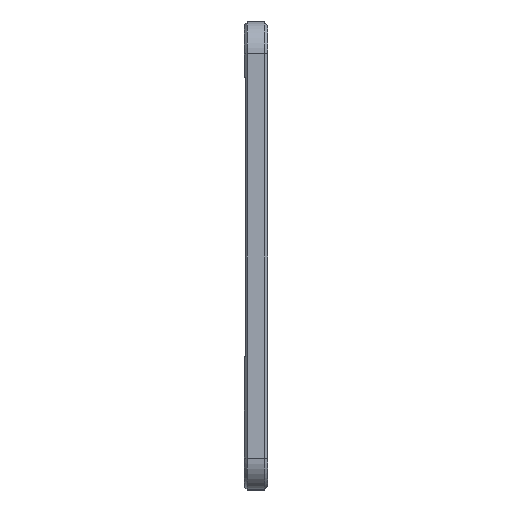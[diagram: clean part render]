
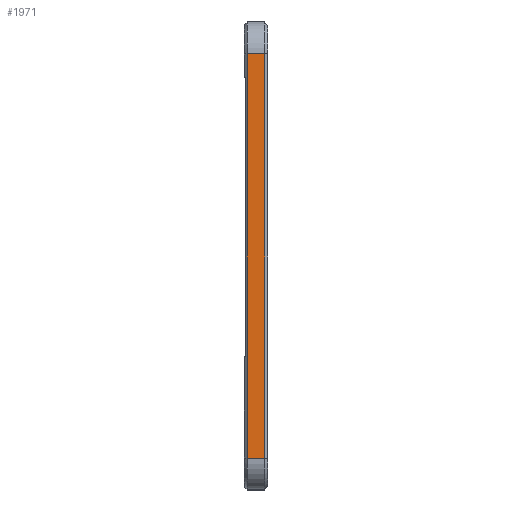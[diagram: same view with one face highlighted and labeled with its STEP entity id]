
A CAD part, left-side view. The second image highlights one B-rep face of the part: STEP entity #1971.
In plain terms, the highlighted planar face has unit normal (-1, 0, 0).
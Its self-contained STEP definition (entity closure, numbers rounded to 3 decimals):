
#44 = ORIENTED_EDGE ( 'NONE', *, *, #834, .T. ) ;
#71 = ORIENTED_EDGE ( 'NONE', *, *, #2663, .T. ) ;
#157 = DIRECTION ( 'NONE',  ( 0., 1., 0. ) ) ;
#174 = CARTESIAN_POINT ( 'NONE',  ( -112.5, 3., -21.375 ) ) ;
#265 = PLANE ( 'NONE',  #2687 ) ;
#382 = VERTEX_POINT ( 'NONE', #2004 ) ;
#420 = CARTESIAN_POINT ( 'NONE',  ( -112.5, 3., 29.375 ) ) ;
#423 = VERTEX_POINT ( 'NONE', #2707 ) ;
#471 = CARTESIAN_POINT ( 'NONE',  ( -112.5, 3., 0. ) ) ;
#488 = VECTOR ( 'NONE', #157, 1000. ) ;
#657 = LINE ( 'NONE', #420, #488 ) ;
#674 = VERTEX_POINT ( 'NONE', #2186 ) ;
#753 = DIRECTION ( 'NONE',  ( -1., 0., 0. ) ) ;
#834 = EDGE_CURVE ( 'NONE', #382, #423, #2500, .T. ) ;
#1162 = VECTOR ( 'NONE', #2597, 1000. ) ;
#1579 = VECTOR ( 'NONE', #2000, 1000. ) ;
#1704 = DIRECTION ( 'NONE',  ( 0., 0., 1. ) ) ;
#1751 = EDGE_CURVE ( 'NONE', #2249, #382, #2517, .T. ) ;
#1767 = ORIENTED_EDGE ( 'NONE', *, *, #1751, .T. ) ;
#1803 = EDGE_LOOP ( 'NONE', ( #1767, #44, #2175, #71 ) ) ;
#1891 = LINE ( 'NONE', #3064, #1162 ) ;
#1971 = ADVANCED_FACE ( 'NONE', ( #2402 ), #265, .T. ) ;
#2000 = DIRECTION ( 'NONE',  ( 0., 0., 1. ) ) ;
#2004 = CARTESIAN_POINT ( 'NONE',  ( -112.5, 0.4, -21.375 ) ) ;
#2052 = DIRECTION ( 'NONE',  ( 0., -1., 0. ) ) ;
#2175 = ORIENTED_EDGE ( 'NONE', *, *, #2178, .T. ) ;
#2178 = EDGE_CURVE ( 'NONE', #423, #674, #657, .T. ) ;
#2186 = CARTESIAN_POINT ( 'NONE',  ( -112.5, 2.6, 29.375 ) ) ;
#2249 = VERTEX_POINT ( 'NONE', #2525 ) ;
#2263 = CARTESIAN_POINT ( 'NONE',  ( -112.5, 0.4, 29.375 ) ) ;
#2402 = FACE_OUTER_BOUND ( 'NONE', #1803, .T. ) ;
#2500 = LINE ( 'NONE', #2263, #1579 ) ;
#2517 = LINE ( 'NONE', #174, #2634 ) ;
#2525 = CARTESIAN_POINT ( 'NONE',  ( -112.5, 2.6, -21.375 ) ) ;
#2597 = DIRECTION ( 'NONE',  ( 0., 0., -1. ) ) ;
#2634 = VECTOR ( 'NONE', #2052, 1000. ) ;
#2663 = EDGE_CURVE ( 'NONE', #674, #2249, #1891, .T. ) ;
#2687 = AXIS2_PLACEMENT_3D ( 'NONE', #471, #753, #1704 ) ;
#2707 = CARTESIAN_POINT ( 'NONE',  ( -112.5, 0.4, 29.375 ) ) ;
#3064 = CARTESIAN_POINT ( 'NONE',  ( -112.5, 2.6, 0. ) ) ;
